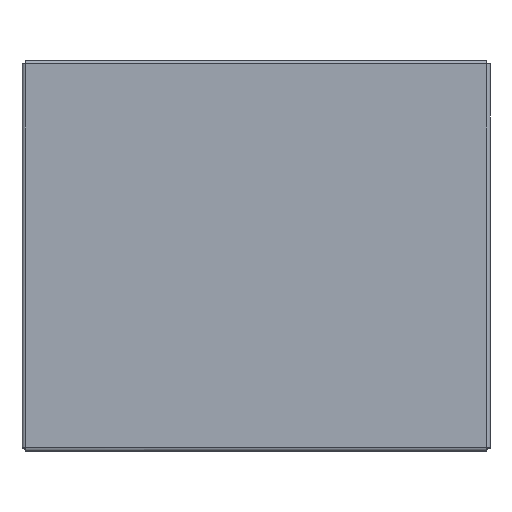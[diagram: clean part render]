
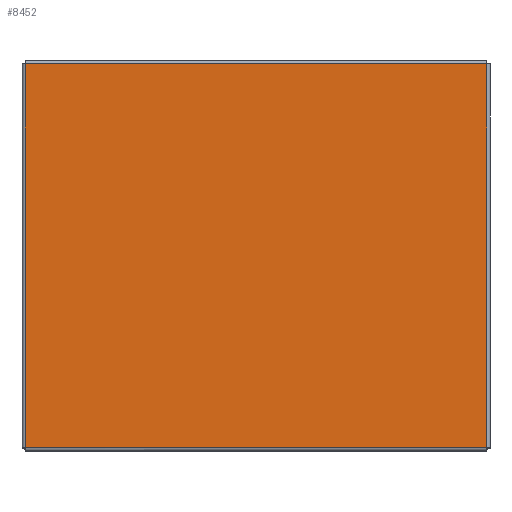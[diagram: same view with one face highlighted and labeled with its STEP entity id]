
A CAD part, top view. The second image highlights one B-rep face of the part: STEP entity #8452.
In plain terms, the highlighted planar face has unit normal (0, 0, 1).
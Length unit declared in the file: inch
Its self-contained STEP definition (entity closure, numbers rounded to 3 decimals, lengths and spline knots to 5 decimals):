
#914 = LINE ( 'NONE', #8893, #3430 ) ;
#1217 = EDGE_CURVE ( 'NONE', #8263, #2831, #914, .T. ) ;
#1702 = CARTESIAN_POINT ( 'NONE',  ( 12.0354, 0.0896, 0.074 ) ) ;
#1773 = VERTEX_POINT ( 'NONE', #11891 ) ;
#1883 = AXIS2_PLACEMENT_3D ( 'NONE', #9408, #3766, #10328 ) ;
#1952 = EDGE_CURVE ( 'NONE', #5949, #8263, #4848, .T. ) ;
#2831 = VERTEX_POINT ( 'NONE', #3696 ) ;
#3311 = CARTESIAN_POINT ( 'NONE',  ( 3.07605, 0.0896, 0.074 ) ) ;
#3402 = CARTESIAN_POINT ( 'NONE',  ( 12.0354, 10.0354, 0.074 ) ) ;
#3430 = VECTOR ( 'NONE', #8937, 39.37008 ) ;
#3696 = CARTESIAN_POINT ( 'NONE',  ( 0.0896, 10.0354, 0.074 ) ) ;
#3737 = EDGE_CURVE ( 'NONE', #2831, #1773, #4316, .T. ) ;
#3766 = DIRECTION ( 'NONE',  ( 0., 0., 1. ) ) ;
#4014 = VECTOR ( 'NONE', #9994, 39.37008 ) ;
#4316 = LINE ( 'NONE', #10127, #4014 ) ;
#4848 = LINE ( 'NONE', #9626, #7372 ) ;
#5676 = ORIENTED_EDGE ( 'NONE', *, *, #1952, .T. ) ;
#5949 = VERTEX_POINT ( 'NONE', #1702 ) ;
#7372 = VECTOR ( 'NONE', #9672, 39.37008 ) ;
#7939 = LINE ( 'NONE', #3311, #10432 ) ;
#8066 = FACE_OUTER_BOUND ( 'NONE', #8817, .T. ) ;
#8263 = VERTEX_POINT ( 'NONE', #3402 ) ;
#8390 = PLANE ( 'NONE',  #1883 ) ;
#8452 = ADVANCED_FACE ( 'NONE', ( #8066 ), #8390, .T. ) ;
#8817 = EDGE_LOOP ( 'NONE', ( #5676, #11761, #9571, #11829 ) ) ;
#8893 = CARTESIAN_POINT ( 'NONE',  ( 9.04895, 10.0354, 0.074 ) ) ;
#8937 = DIRECTION ( 'NONE',  ( -1., 0., 0. ) ) ;
#8943 = DIRECTION ( 'NONE',  ( 1., 0., 0. ) ) ;
#9408 = CARTESIAN_POINT ( 'NONE',  ( 6.0625, 5.0625, 0.074 ) ) ;
#9571 = ORIENTED_EDGE ( 'NONE', *, *, #3737, .T. ) ;
#9626 = CARTESIAN_POINT ( 'NONE',  ( 12.0354, 2.57605, 0.074 ) ) ;
#9672 = DIRECTION ( 'NONE',  ( 0., 1., 0. ) ) ;
#9994 = DIRECTION ( 'NONE',  ( 0., -1., 0. ) ) ;
#10127 = CARTESIAN_POINT ( 'NONE',  ( 0.0896, 7.54895, 0.074 ) ) ;
#10152 = EDGE_CURVE ( 'NONE', #1773, #5949, #7939, .T. ) ;
#10328 = DIRECTION ( 'NONE',  ( 1., 0., 0. ) ) ;
#10432 = VECTOR ( 'NONE', #8943, 39.37008 ) ;
#11761 = ORIENTED_EDGE ( 'NONE', *, *, #1217, .T. ) ;
#11829 = ORIENTED_EDGE ( 'NONE', *, *, #10152, .T. ) ;
#11891 = CARTESIAN_POINT ( 'NONE',  ( 0.0896, 0.0896, 0.074 ) ) ;
